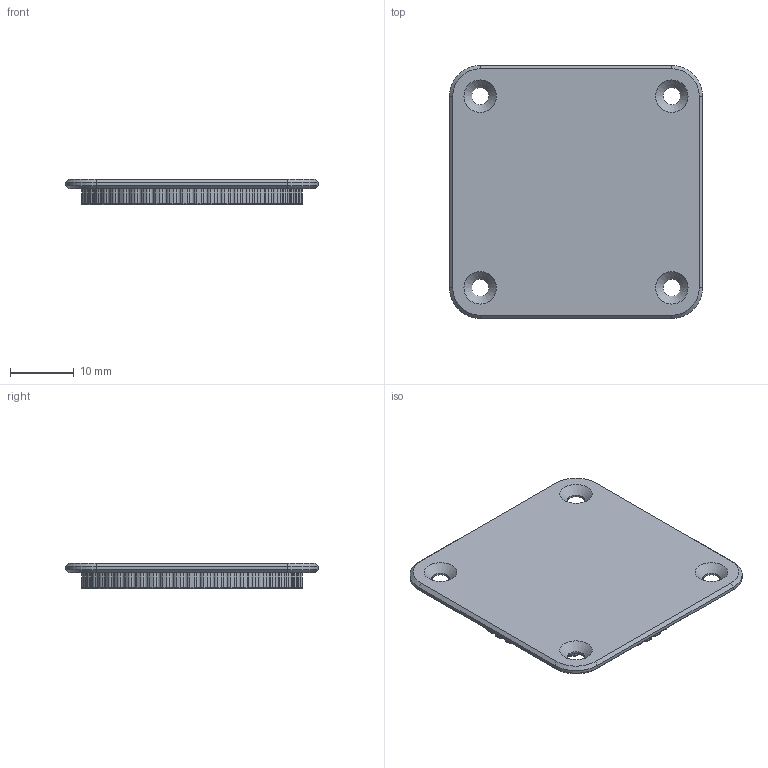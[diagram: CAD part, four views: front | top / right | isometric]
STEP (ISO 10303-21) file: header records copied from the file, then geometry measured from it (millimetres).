
FILE_DESCRIPTION(/* description */ (''),/* implementation_level */ '2;1');
FILE_NAME(/* name */ 'MiddleBadge.step',/* time_stamp */ '2023-07-02T13:40:38+03:00',/* author */ (''),/* organization */ (''),/* preprocessor_version */ 'ST-DEVELOPER v19.2',/* originating_system */ 'Autodesk Translation Framework v12.6.0.85',/* authorisation */ '');
FILE_SCHEMA (('AUTOMOTIVE_DESIGN { 1 0 10303 214 3 1 1 }'));
Length unit declared in the file: millimetre
Products named in the file (1): BotBadge1
Bounding box: 39.6 x 39.6 x 4 mm (x, y, z)
Volume: 3937.4 mm3; surface area: 3781.4 mm2
Topology: 1 solids, 1 shells, 569 faces, 1449 edges, 892 vertices
Faces by surface type: cylinder 209, torus 202, bspline 88, plane 58, cone 12
Full cylindrical faces by diameter (mm): 2.7 x4, 29 x1
Entity records: 18277 total; most frequent: CARTESIAN_POINT 4407, DIRECTION 3071, ORIENTED_EDGE 2898, EDGE_CURVE 1449, AXIS2_PLACEMENT_3D 1316, VERTEX_POINT 892, CIRCLE 834, EDGE_LOOP 587
